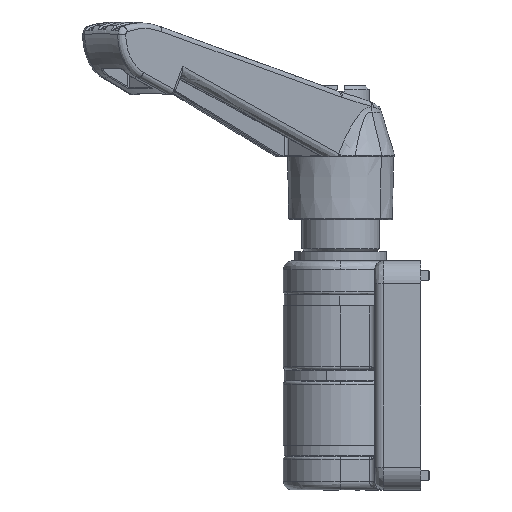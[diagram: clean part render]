
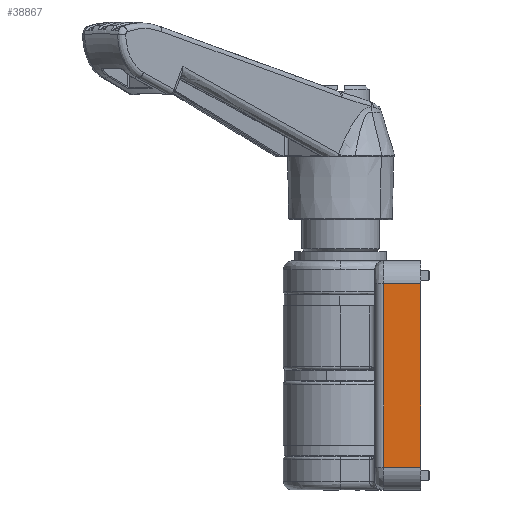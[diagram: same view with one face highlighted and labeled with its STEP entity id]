
A CAD part, left-side view. The second image highlights one B-rep face of the part: STEP entity #38867.
In plain terms, the highlighted planar face has unit normal (-1, 0, 0).
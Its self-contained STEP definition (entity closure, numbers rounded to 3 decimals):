
#3368 = CARTESIAN_POINT ( 'NONE',  ( -37., -14., 16. ) ) ;
#5299 = CARTESIAN_POINT ( 'NONE',  ( -37., -14., -20. ) ) ;
#7017 = VECTOR ( 'NONE', #24930, 1000. ) ;
#7226 = CARTESIAN_POINT ( 'NONE',  ( -37., 0., 16. ) ) ;
#9886 = FACE_OUTER_BOUND ( 'NONE', #14825, .T. ) ;
#10825 = CARTESIAN_POINT ( 'NONE',  ( -37., -6., -16. ) ) ;
#12234 = DIRECTION ( 'NONE',  ( 0., -1., 0. ) ) ;
#12514 = CARTESIAN_POINT ( 'NONE',  ( -37., -6., -20. ) ) ;
#13739 = ORIENTED_EDGE ( 'NONE', *, *, #50008, .F. ) ;
#14825 = EDGE_LOOP ( 'NONE', ( #27377, #13739, #63235, #52512 ) ) ;
#17233 = PLANE ( 'NONE',  #32171 ) ;
#17444 = DIRECTION ( 'NONE',  ( 0., 0., 1. ) ) ;
#18146 = VECTOR ( 'NONE', #12234, 1000. ) ;
#18895 = VECTOR ( 'NONE', #42674, 1000. ) ;
#22424 = LINE ( 'NONE', #10825, #34014 ) ;
#24930 = DIRECTION ( 'NONE',  ( 0., 0., -1. ) ) ;
#27377 = ORIENTED_EDGE ( 'NONE', *, *, #50301, .T. ) ;
#28030 = CARTESIAN_POINT ( 'NONE',  ( -37., -7.5, 16. ) ) ;
#30814 = VERTEX_POINT ( 'NONE', #28030 ) ;
#32171 = AXIS2_PLACEMENT_3D ( 'NONE', #12514, #47038, #17444 ) ;
#34014 = VECTOR ( 'NONE', #35417, 1000. ) ;
#35417 = DIRECTION ( 'NONE',  ( 0., -1., 0. ) ) ;
#36796 = VERTEX_POINT ( 'NONE', #59229 ) ;
#38867 = ADVANCED_FACE ( 'NONE', ( #9886 ), #17233, .T. ) ;
#40540 = EDGE_CURVE ( 'NONE', #30814, #57136, #44460, .T. ) ;
#40647 = EDGE_CURVE ( 'NONE', #44802, #30814, #56639, .T. ) ;
#42674 = DIRECTION ( 'NONE',  ( 0., 0., 1. ) ) ;
#44460 = LINE ( 'NONE', #7226, #18146 ) ;
#44802 = VERTEX_POINT ( 'NONE', #63267 ) ;
#47038 = DIRECTION ( 'NONE',  ( -1., 0., 0. ) ) ;
#50008 = EDGE_CURVE ( 'NONE', #57136, #36796, #59443, .T. ) ;
#50301 = EDGE_CURVE ( 'NONE', #44802, #36796, #22424, .T. ) ;
#52512 = ORIENTED_EDGE ( 'NONE', *, *, #40647, .F. ) ;
#56639 = LINE ( 'NONE', #62364, #18895 ) ;
#57136 = VERTEX_POINT ( 'NONE', #3368 ) ;
#59229 = CARTESIAN_POINT ( 'NONE',  ( -37., -14., -16. ) ) ;
#59443 = LINE ( 'NONE', #5299, #7017 ) ;
#62364 = CARTESIAN_POINT ( 'NONE',  ( -37., -7.5, -20. ) ) ;
#63235 = ORIENTED_EDGE ( 'NONE', *, *, #40540, .F. ) ;
#63267 = CARTESIAN_POINT ( 'NONE',  ( -37., -7.5, -16. ) ) ;
